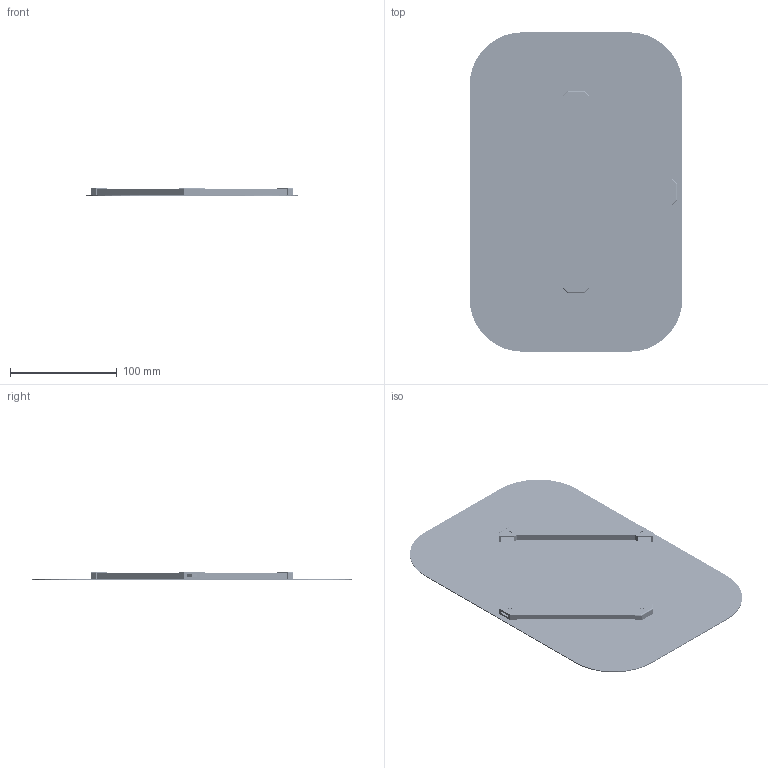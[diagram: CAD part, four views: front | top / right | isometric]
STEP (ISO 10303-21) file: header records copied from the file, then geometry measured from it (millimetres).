
FILE_DESCRIPTION(('STEP AP242'), '1');
FILE_NAME('栖闉罻', '', ('UNSPECIFIED'), ('UNSPECIFIED'), 'C3D Converter', 'C3D Toolkit', '');
FILE_SCHEMA(('AP242_MANAGED_MODEL_BASED_3D_ENGINEERING_MIM_LF { 1 0 10303 442 1 1 4 }'));
Length unit declared in the file: millimetre
Products named in the file (9): WS2812_RGB_LED_updated v3
Assembly tree (37 placements, depth 4):
  (unnamed)
    (unnamed)
    (unnamed)
    (unnamed)  x28
      (unnamed)
      (unnamed)
        WS2812_RGB_LED_updated v3
    (unnamed)  x3
    (unnamed)
Bounding box: 200 x 300 x 7 mm (x, y, z)
Volume: 78052.3 mm3; surface area: 177547.1 mm2
Topology: 370 solids, 370 shells, 24657 faces, 69181 edges, 46104 vertices
Faces by surface type: bspline 15456, plane 8316, cylinder 829, cone 56
Full cylindrical faces by diameter (mm): 1.146 x28, 3 x4, 3.9 x28
Entity records: 44390 total; most frequent: CARTESIAN_POINT 15426, ORIENTED_EDGE 5376, EDGE_CURVE 2688, DIRECTION 2011, VERTEX_POINT 1791, B_SPLINE_CURVE_WITH_KNOTS 1656, EDGE_LOOP 1013, FACE_BOUND 1001
